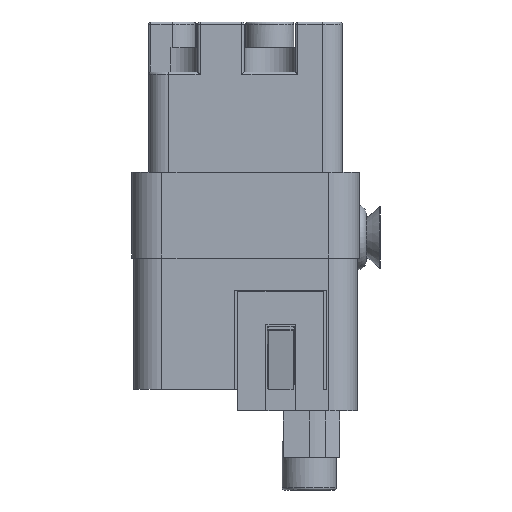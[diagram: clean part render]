
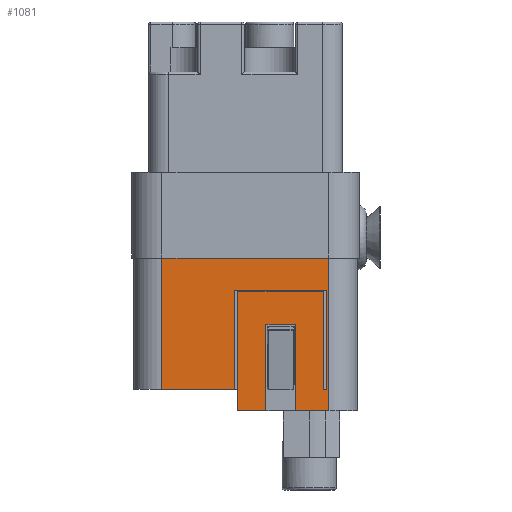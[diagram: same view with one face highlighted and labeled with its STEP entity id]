
A CAD part, left-side view. The second image highlights one B-rep face of the part: STEP entity #1081.
In plain terms, the highlighted planar face has unit normal (-1, 0, 0).
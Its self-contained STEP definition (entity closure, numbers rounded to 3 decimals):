
#1081=ADVANCED_FACE('',(#1878),#1636,.F.);
#1636=PLANE('',#10154);
#1878=FACE_OUTER_BOUND('',#2417,.T.);
#2417=EDGE_LOOP('',(#3866,#3867,#3868,#3869,#3870,#3871,#3872,#3873,#3874,
#3875,#3876,#3877,#3878,#3879,#3880,#3881));
#3866=ORIENTED_EDGE('',*,*,#7505,.F.);
#3867=ORIENTED_EDGE('',*,*,#7506,.T.);
#3868=ORIENTED_EDGE('',*,*,#7507,.F.);
#3869=ORIENTED_EDGE('',*,*,#7508,.T.);
#3870=ORIENTED_EDGE('',*,*,#7509,.F.);
#3871=ORIENTED_EDGE('',*,*,#7510,.T.);
#3872=ORIENTED_EDGE('',*,*,#7511,.F.);
#3873=ORIENTED_EDGE('',*,*,#7512,.T.);
#3874=ORIENTED_EDGE('',*,*,#7513,.T.);
#3875=ORIENTED_EDGE('',*,*,#7514,.F.);
#3876=ORIENTED_EDGE('',*,*,#7515,.F.);
#3877=ORIENTED_EDGE('',*,*,#7516,.F.);
#3878=ORIENTED_EDGE('',*,*,#7494,.F.);
#3879=ORIENTED_EDGE('',*,*,#7504,.T.);
#3880=ORIENTED_EDGE('',*,*,#7271,.T.);
#3881=ORIENTED_EDGE('',*,*,#7517,.F.);
#6334=VERTEX_POINT('',#13884);
#6335=VERTEX_POINT('',#13886);
#6532=VERTEX_POINT('',#14377);
#6533=VERTEX_POINT('',#14379);
#6538=VERTEX_POINT('',#14401);
#6539=VERTEX_POINT('',#14402);
#6540=VERTEX_POINT('',#14404);
#6541=VERTEX_POINT('',#14406);
#6542=VERTEX_POINT('',#14408);
#6543=VERTEX_POINT('',#14410);
#6544=VERTEX_POINT('',#14412);
#6545=VERTEX_POINT('',#14414);
#6546=VERTEX_POINT('',#14416);
#6547=VERTEX_POINT('',#14418);
#6548=VERTEX_POINT('',#14420);
#6549=VERTEX_POINT('',#14422);
#7271=EDGE_CURVE('',#6335,#6334,#8646,.T.);
#7494=EDGE_CURVE('',#6532,#6533,#8777,.T.);
#7504=EDGE_CURVE('',#6532,#6335,#8785,.T.);
#7505=EDGE_CURVE('',#6538,#6539,#8786,.T.);
#7506=EDGE_CURVE('',#6538,#6540,#8787,.T.);
#7507=EDGE_CURVE('',#6541,#6540,#8788,.T.);
#7508=EDGE_CURVE('',#6541,#6542,#8789,.T.);
#7509=EDGE_CURVE('',#6543,#6542,#8790,.T.);
#7510=EDGE_CURVE('',#6543,#6544,#8791,.T.);
#7511=EDGE_CURVE('',#6545,#6544,#8792,.T.);
#7512=EDGE_CURVE('',#6545,#6546,#8793,.T.);
#7513=EDGE_CURVE('',#6546,#6547,#8794,.T.);
#7514=EDGE_CURVE('',#6548,#6547,#8795,.T.);
#7515=EDGE_CURVE('',#6549,#6548,#8796,.T.);
#7516=EDGE_CURVE('',#6533,#6549,#8797,.T.);
#7517=EDGE_CURVE('',#6539,#6334,#8798,.T.);
#8646=LINE('',#13885,#9316);
#8777=LINE('',#14378,#9447);
#8785=LINE('',#14398,#9455);
#8786=LINE('',#14400,#9456);
#8787=LINE('',#14403,#9457);
#8788=LINE('',#14405,#9458);
#8789=LINE('',#14407,#9459);
#8790=LINE('',#14409,#9460);
#8791=LINE('',#14411,#9461);
#8792=LINE('',#14413,#9462);
#8793=LINE('',#14415,#9463);
#8794=LINE('',#14417,#9464);
#8795=LINE('',#14419,#9465);
#8796=LINE('',#14421,#9466);
#8797=LINE('',#14423,#9467);
#8798=LINE('',#14424,#9468);
#9316=VECTOR('',#11095,1.);
#9447=VECTOR('',#11546,1.);
#9455=VECTOR('',#11568,1.);
#9456=VECTOR('',#11571,1.);
#9457=VECTOR('',#11572,1.);
#9458=VECTOR('',#11573,1.);
#9459=VECTOR('',#11574,1.);
#9460=VECTOR('',#11575,1.);
#9461=VECTOR('',#11576,1.);
#9462=VECTOR('',#11577,1.);
#9463=VECTOR('',#11578,1.);
#9464=VECTOR('',#11579,1.);
#9465=VECTOR('',#11580,1.);
#9466=VECTOR('',#11581,1.);
#9467=VECTOR('',#11582,1.);
#9468=VECTOR('',#11583,1.);
#10154=AXIS2_PLACEMENT_3D('',#14425,#11584,#11585);
#11095=DIRECTION('',(0.,-1.,0.));
#11546=DIRECTION('',(0.,-1.,0.));
#11568=DIRECTION('',(0.,0.,-1.));
#11571=DIRECTION('',(0.,1.,0.));
#11572=DIRECTION('',(0.,0.,-1.));
#11573=DIRECTION('',(0.,-1.,0.));
#11574=DIRECTION('',(0.,0.,1.));
#11575=DIRECTION('',(0.,-1.,0.));
#11576=DIRECTION('',(0.,0.,-1.));
#11577=DIRECTION('',(0.,1.,0.));
#11578=DIRECTION('',(0.,0.,1.));
#11579=DIRECTION('',(0.,-1.,0.));
#11580=DIRECTION('',(0.,0.,1.));
#11581=DIRECTION('',(0.,1.,0.));
#11582=DIRECTION('',(0.,0.,-1.));
#11583=DIRECTION('',(0.,0.,-1.));
#11584=DIRECTION('',(1.,0.,0.));
#11585=DIRECTION('',(0.,-1.,0.));
#13884=CARTESIAN_POINT('',(-10.3,1.,-16.937));
#13885=CARTESIAN_POINT('',(-10.3,-7.5,-16.937));
#13886=CARTESIAN_POINT('',(-10.3,7.7,-16.937));
#14377=CARTESIAN_POINT('',(-10.3,7.7,-4.837));
#14378=CARTESIAN_POINT('',(-10.3,-7.5,-4.837));
#14379=CARTESIAN_POINT('',(-10.3,-7.7,-4.837));
#14398=CARTESIAN_POINT('',(-10.3,7.7,10.063));
#14400=CARTESIAN_POINT('',(-10.3,-7.5,-7.787));
#14401=CARTESIAN_POINT('',(-10.3,-7.5,-7.787));
#14402=CARTESIAN_POINT('',(-10.3,1.,-7.787));
#14403=CARTESIAN_POINT('',(-10.3,-7.5,-3.687));
#14404=CARTESIAN_POINT('',(-10.3,-7.5,-16.937));
#14405=CARTESIAN_POINT('',(-10.3,0.65,-16.937));
#14406=CARTESIAN_POINT('',(-10.3,-7.2,-16.937));
#14407=CARTESIAN_POINT('',(-10.3,-7.2,-17.787));
#14408=CARTESIAN_POINT('',(-10.3,-7.2,-7.887));
#14409=CARTESIAN_POINT('',(-10.3,-3.25,-7.887));
#14410=CARTESIAN_POINT('',(-10.3,0.7,-7.887));
#14411=CARTESIAN_POINT('',(-10.3,0.7,-16.937));
#14412=CARTESIAN_POINT('',(-10.3,0.7,-18.937));
#14413=CARTESIAN_POINT('',(-10.3,0.65,-18.937));
#14414=CARTESIAN_POINT('',(-10.3,-1.9,-18.937));
#14415=CARTESIAN_POINT('',(-10.3,-1.9,-17.887));
#14416=CARTESIAN_POINT('',(-10.3,-1.9,-10.987));
#14417=CARTESIAN_POINT('',(-10.3,0.65,-10.987));
#14418=CARTESIAN_POINT('',(-10.3,-4.6,-10.987));
#14419=CARTESIAN_POINT('',(-10.3,-4.6,-17.887));
#14420=CARTESIAN_POINT('',(-10.3,-4.6,-18.937));
#14421=CARTESIAN_POINT('',(-10.3,2.25,-18.937));
#14422=CARTESIAN_POINT('',(-10.3,-7.7,-18.937));
#14423=CARTESIAN_POINT('',(-10.3,-7.7,10.063));
#14424=CARTESIAN_POINT('',(-10.3,1.,-3.687));
#14425=CARTESIAN_POINT('',(-10.3,-7.5,10.063));
